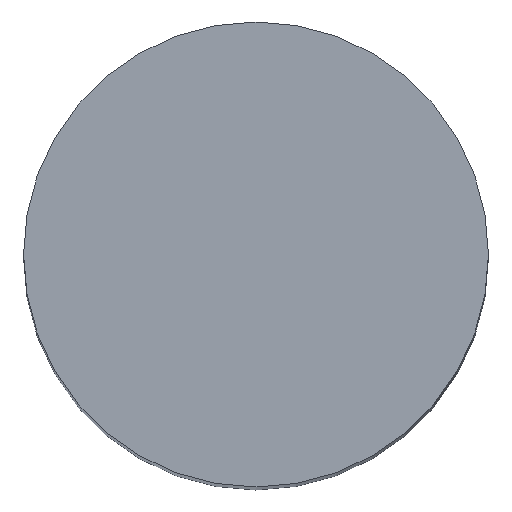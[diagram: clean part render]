
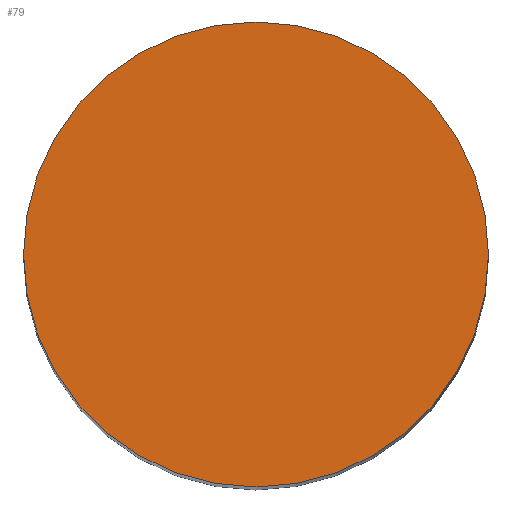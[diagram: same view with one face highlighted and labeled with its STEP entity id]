
A CAD part, top view. The second image highlights one B-rep face of the part: STEP entity #79.
In plain terms, the highlighted planar face has unit normal (0, 0, 1).
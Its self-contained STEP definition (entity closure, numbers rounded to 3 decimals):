
#7 = DIRECTION ( 'NONE',  ( 1., 0., 0. ) ) ;
#13 = EDGE_CURVE ( 'NONE', #92, #93, #88, .T. ) ;
#14 = ORIENTED_EDGE ( 'NONE', *, *, #13, .T. ) ;
#23 = EDGE_CURVE ( 'NONE', #93, #92, #86, .T. ) ;
#28 = PLANE ( 'NONE',  #60 ) ;
#33 = DIRECTION ( 'NONE',  ( 0., 0., 1. ) ) ;
#39 = AXIS2_PLACEMENT_3D ( 'NONE', #45, #78, #7 ) ;
#42 = EDGE_LOOP ( 'NONE', ( #76, #14 ) ) ;
#45 = CARTESIAN_POINT ( 'NONE',  ( 0., 0., 9.25 ) ) ;
#55 = AXIS2_PLACEMENT_3D ( 'NONE', #84, #125, #65 ) ;
#60 = AXIS2_PLACEMENT_3D ( 'NONE', #74, #33, #111 ) ;
#62 = CARTESIAN_POINT ( 'NONE',  ( -2.49, 0., 9.25 ) ) ;
#64 = FACE_OUTER_BOUND ( 'NONE', #42, .T. ) ;
#65 = DIRECTION ( 'NONE',  ( 1., 0., 0. ) ) ;
#74 = CARTESIAN_POINT ( 'NONE',  ( 0., 0., 9.25 ) ) ;
#75 = CARTESIAN_POINT ( 'NONE',  ( 2.49, 0., 9.25 ) ) ;
#76 = ORIENTED_EDGE ( 'NONE', *, *, #23, .T. ) ;
#78 = DIRECTION ( 'NONE',  ( 0., 0., 1. ) ) ;
#79 = ADVANCED_FACE ( 'NONE', ( #64 ), #28, .T. ) ;
#84 = CARTESIAN_POINT ( 'NONE',  ( 0., 0., 9.25 ) ) ;
#86 = CIRCLE ( 'NONE', #39, 2.49 ) ;
#88 = CIRCLE ( 'NONE', #55, 2.49 ) ;
#92 = VERTEX_POINT ( 'NONE', #75 ) ;
#93 = VERTEX_POINT ( 'NONE', #62 ) ;
#111 = DIRECTION ( 'NONE',  ( 1., 0., 0. ) ) ;
#125 = DIRECTION ( 'NONE',  ( 0., 0., 1. ) ) ;
